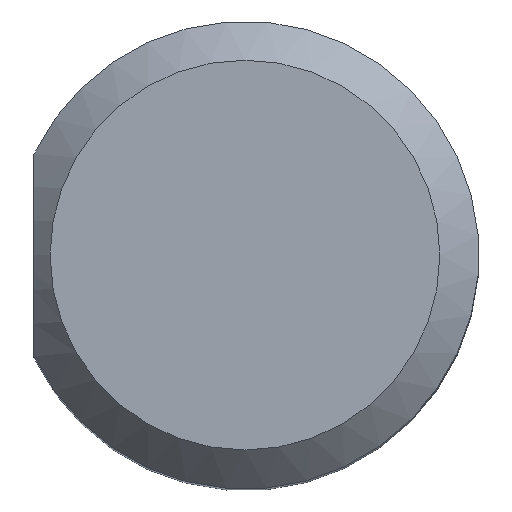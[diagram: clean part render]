
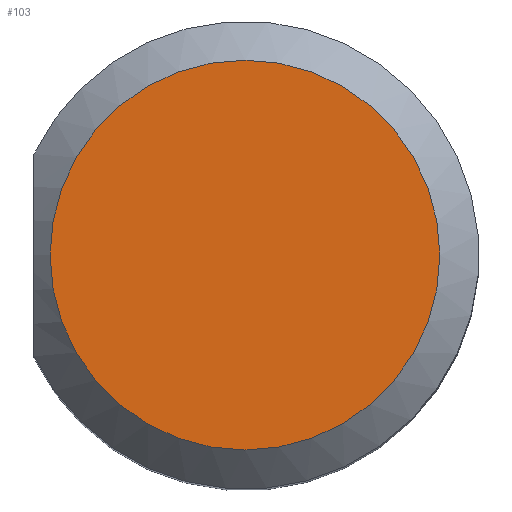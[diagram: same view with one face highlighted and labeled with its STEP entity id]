
A CAD part, top view. The second image highlights one B-rep face of the part: STEP entity #103.
In plain terms, the highlighted planar face has unit normal (0, 0, 1).
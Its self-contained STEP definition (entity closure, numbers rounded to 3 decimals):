
#55=PLANE('',#439);
#103=ADVANCED_FACE('',(#128),#55,.F.);
#128=FACE_OUTER_BOUND('',#151,.T.);
#151=EDGE_LOOP('',(#225));
#225=ORIENTED_EDGE('',*,*,#340,.T.);
#301=VERTEX_POINT('',#702);
#340=EDGE_CURVE('',#301,#301,#373,.T.);
#373=CIRCLE('',#438,4.994);
#438=AXIS2_PLACEMENT_3D('',#701,#511,#512);
#439=AXIS2_PLACEMENT_3D('',#703,#513,#514);
#511=DIRECTION('',(0.,0.,1.));
#512=DIRECTION('',(-1.,0.,0.));
#513=DIRECTION('',(0.,0.,-1.));
#514=DIRECTION('',(-1.,0.,0.));
#701=CARTESIAN_POINT('',(0.,0.,0.));
#702=CARTESIAN_POINT('',(-4.994,0.,0.));
#703=CARTESIAN_POINT('',(-5.994,0.,0.));
